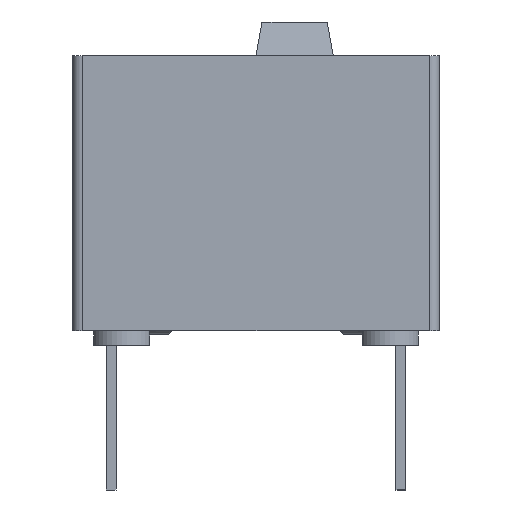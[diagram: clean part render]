
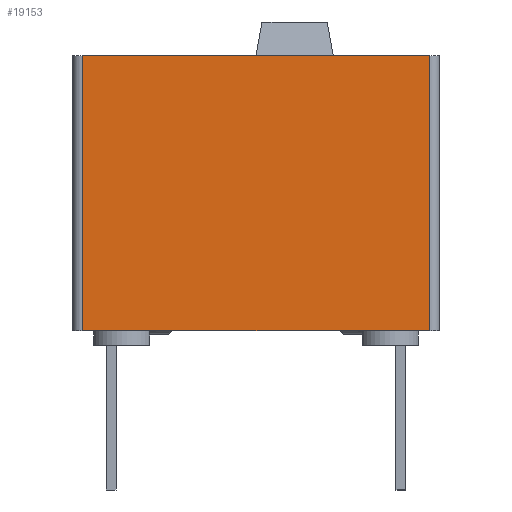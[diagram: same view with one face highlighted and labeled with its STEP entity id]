
A CAD part, left-side view. The second image highlights one B-rep face of the part: STEP entity #19153.
In plain terms, the highlighted planar face has unit normal (-1, 0, 0).
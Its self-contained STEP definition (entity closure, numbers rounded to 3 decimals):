
#189 = LINE ( 'NONE', #4905, #16086 ) ;
#207 = AXIS2_PLACEMENT_3D ( 'NONE', #21026, #221, #7206 ) ;
#221 = DIRECTION ( 'NONE',  ( -1., 0., 0. ) ) ;
#825 = VERTEX_POINT ( 'NONE', #27177 ) ;
#1323 = DIRECTION ( 'NONE',  ( 0., -1., 0. ) ) ;
#1521 = CARTESIAN_POINT ( 'NONE',  ( 0., -9.402, 0. ) ) ;
#2068 = EDGE_CURVE ( 'NONE', #9068, #13259, #24706, .T. ) ;
#2390 = VECTOR ( 'NONE', #4090, 1000. ) ;
#4090 = DIRECTION ( 'NONE',  ( 0., 0., 1. ) ) ;
#4092 = EDGE_CURVE ( 'NONE', #13259, #8369, #5419, .T. ) ;
#4786 = FACE_OUTER_BOUND ( 'NONE', #9933, .T. ) ;
#4905 = CARTESIAN_POINT ( 'NONE',  ( 0., -9.402, -7.239 ) ) ;
#5419 = LINE ( 'NONE', #17243, #18567 ) ;
#5863 = LINE ( 'NONE', #19518, #22844 ) ;
#6544 = VERTEX_POINT ( 'NONE', #28657 ) ;
#6982 = ORIENTED_EDGE ( 'NONE', *, *, #2068, .T. ) ;
#7066 = ORIENTED_EDGE ( 'NONE', *, *, #25262, .T. ) ;
#7206 = DIRECTION ( 'NONE',  ( 0., -1., 0. ) ) ;
#7888 = ORIENTED_EDGE ( 'NONE', *, *, #4092, .T. ) ;
#7975 = DIRECTION ( 'NONE',  ( 0., -1., 0. ) ) ;
#8369 = VERTEX_POINT ( 'NONE', #29186 ) ;
#8783 = CARTESIAN_POINT ( 'NONE',  ( 0., -0.25, -7.239 ) ) ;
#9068 = VERTEX_POINT ( 'NONE', #8783 ) ;
#9933 = EDGE_LOOP ( 'NONE', ( #14740, #15810, #6982, #7888, #7066, #29593 ) ) ;
#10183 = VERTEX_POINT ( 'NONE', #1521 ) ;
#10505 = CARTESIAN_POINT ( 'NONE',  ( 0., -0.25, 0. ) ) ;
#11623 = PLANE ( 'NONE',  #207 ) ;
#12393 = VECTOR ( 'NONE', #7975, 1000. ) ;
#13259 = VERTEX_POINT ( 'NONE', #25779 ) ;
#14740 = ORIENTED_EDGE ( 'NONE', *, *, #29938, .F. ) ;
#15810 = ORIENTED_EDGE ( 'NONE', *, *, #22903, .F. ) ;
#16086 = VECTOR ( 'NONE', #16286, 1000. ) ;
#16286 = DIRECTION ( 'NONE',  ( 0., 0., 1. ) ) ;
#17243 = CARTESIAN_POINT ( 'NONE',  ( 0., -0.25, -7.239 ) ) ;
#18567 = VECTOR ( 'NONE', #1323, 1000. ) ;
#19153 = ADVANCED_FACE ( 'NONE', ( #4786 ), #11623, .T. ) ;
#19213 = VECTOR ( 'NONE', #28900, 1000. ) ;
#19455 = LINE ( 'NONE', #10505, #19213 ) ;
#19518 = CARTESIAN_POINT ( 'NONE',  ( 0., -0.25, -7.239 ) ) ;
#19956 = CARTESIAN_POINT ( 'NONE',  ( 0., -0.25, -7.239 ) ) ;
#21026 = CARTESIAN_POINT ( 'NONE',  ( 0., -0.25, -7.239 ) ) ;
#22628 = CARTESIAN_POINT ( 'NONE',  ( 0., -0.25, -7.239 ) ) ;
#22844 = VECTOR ( 'NONE', #26850, 1000. ) ;
#22903 = EDGE_CURVE ( 'NONE', #9068, #825, #27507, .T. ) ;
#24706 = LINE ( 'NONE', #19956, #12393 ) ;
#25262 = EDGE_CURVE ( 'NONE', #8369, #6544, #5863, .T. ) ;
#25779 = CARTESIAN_POINT ( 'NONE',  ( 0., -1.295, -7.239 ) ) ;
#26780 = EDGE_CURVE ( 'NONE', #6544, #10183, #189, .T. ) ;
#26850 = DIRECTION ( 'NONE',  ( 0., -1., 0. ) ) ;
#27177 = CARTESIAN_POINT ( 'NONE',  ( 0., -0.25, 0. ) ) ;
#27507 = LINE ( 'NONE', #22628, #2390 ) ;
#28657 = CARTESIAN_POINT ( 'NONE',  ( 0., -9.402, -7.239 ) ) ;
#28900 = DIRECTION ( 'NONE',  ( 0., -1., 0. ) ) ;
#29186 = CARTESIAN_POINT ( 'NONE',  ( 0., -8.357, -7.239 ) ) ;
#29593 = ORIENTED_EDGE ( 'NONE', *, *, #26780, .T. ) ;
#29938 = EDGE_CURVE ( 'NONE', #825, #10183, #19455, .T. ) ;
